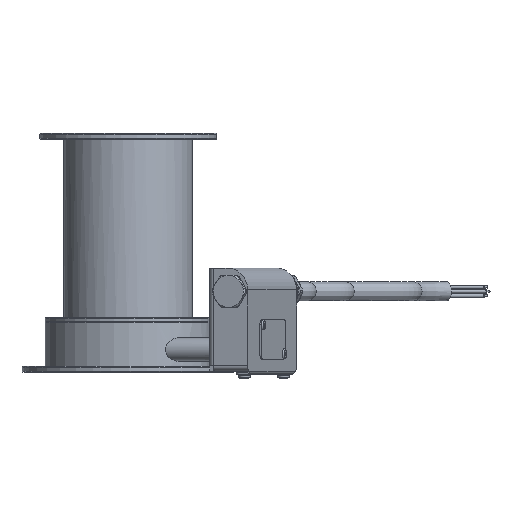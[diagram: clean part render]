
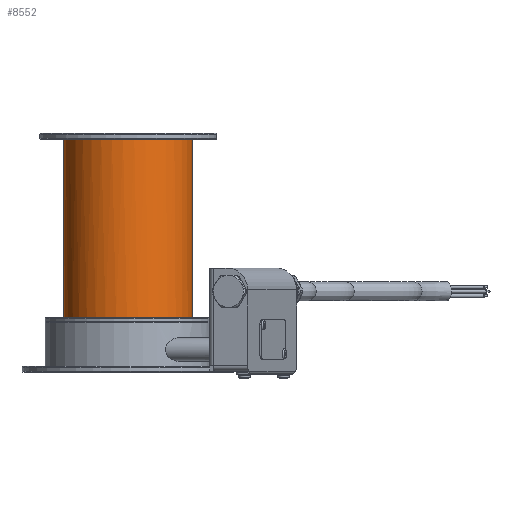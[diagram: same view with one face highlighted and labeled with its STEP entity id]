
A CAD part, front view. The second image highlights one B-rep face of the part: STEP entity #8552.
In plain terms, the highlighted cylindrical face has radius 44.45 mm (diameter 88.9 mm), a full revolution.
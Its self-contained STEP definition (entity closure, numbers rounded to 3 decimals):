
#927=CYLINDRICAL_SURFACE('',#9210,44.45);
#2134=ORIENTED_EDGE('',*,*,#3167,.F.);
#2135=ORIENTED_EDGE('',*,*,#3214,.F.);
#3167=EDGE_CURVE('',#3789,#3789,#4220,.T.);
#3214=EDGE_CURVE('',#3839,#3839,#4267,.T.);
#3789=VERTEX_POINT('',#14778);
#3839=VERTEX_POINT('',#14905);
#4220=CIRCLE('',#9122,44.45);
#4267=CIRCLE('',#9199,44.45);
#4807=EDGE_LOOP('',(#2134));
#4808=EDGE_LOOP('',(#2135));
#5430=FACE_BOUND('',#4807,.T.);
#5431=FACE_BOUND('',#4808,.T.);
#8552=ADVANCED_FACE('',(#5430,#5431),#927,.T.);
#9122=AXIS2_PLACEMENT_3D('',#14777,#10534,#10535);
#9199=AXIS2_PLACEMENT_3D('',#14904,#10688,#10689);
#9210=AXIS2_PLACEMENT_3D('',#14916,#10710,#10711);
#10534=DIRECTION('',(0.,0.,-1.));
#10535=DIRECTION('',(-0.762,-0.648,0.));
#10688=DIRECTION('',(0.,0.,1.));
#10689=DIRECTION('',(0.996,0.094,0.));
#10710=DIRECTION('',(0.,0.,1.));
#10711=DIRECTION('',(0.996,0.094,0.));
#14777=CARTESIAN_POINT('',(-0.275,12.296,-12.035));
#14778=CARTESIAN_POINT('',(-34.139,-16.498,-12.035));
#14904=CARTESIAN_POINT('',(-0.275,12.296,110.465));
#14905=CARTESIAN_POINT('',(43.979,16.459,110.465));
#14916=CARTESIAN_POINT('',(-0.275,12.296,-14.035));
